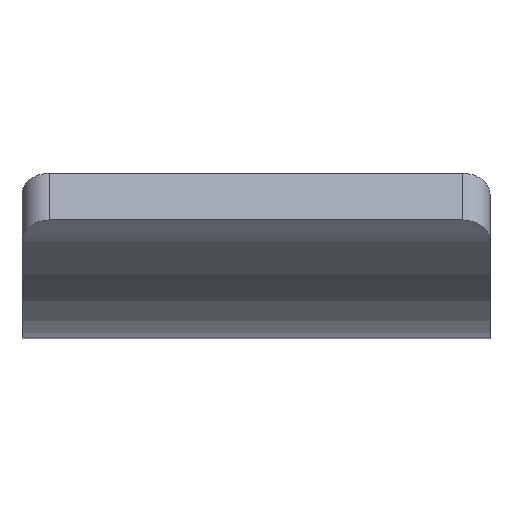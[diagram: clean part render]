
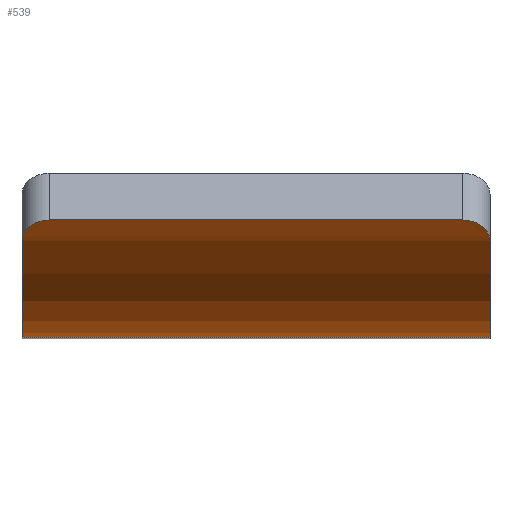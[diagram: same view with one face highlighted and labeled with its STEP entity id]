
A CAD part, top view. The second image highlights one B-rep face of the part: STEP entity #539.
In plain terms, the highlighted cylindrical face has radius 1.905 mm (diameter 3.81 mm), a partial arc.
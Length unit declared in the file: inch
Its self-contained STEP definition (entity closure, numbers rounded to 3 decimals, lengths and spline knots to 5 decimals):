
#3 = CARTESIAN_POINT ( 'NONE',  ( 0.12, 0.00597, 0.15178 ) ) ;
#53 = ORIENTED_EDGE ( 'NONE', *, *, #96, .T. ) ;
#64 = CARTESIAN_POINT ( 'NONE',  ( 0.12, 0.0046, 0.15054 ) ) ;
#73 = AXIS2_PLACEMENT_3D ( 'NONE', #173, #642, #412 ) ;
#93 = EDGE_LOOP ( 'NONE', ( #211, #666, #424, #53, #810, #462 ) ) ;
#96 = EDGE_CURVE ( 'NONE', #843, #650, #547, .T. ) ;
#98 = EDGE_CURVE ( 'NONE', #650, #479, #756, .T. ) ;
#146 = CARTESIAN_POINT ( 'NONE',  ( 0.11485, 0.01, 0.155 ) ) ;
#154 = CARTESIAN_POINT ( 'NONE',  ( 0.12, 0.01, 0.155 ) ) ;
#165 = VERTEX_POINT ( 'NONE', #292 ) ;
#173 = CARTESIAN_POINT ( 'NONE',  ( 0.12, 0.055, 0.095 ) ) ;
#175 = CARTESIAN_POINT ( 'NONE',  ( 0.00334, 0.00939, 0.15455 ) ) ;
#211 = ORIENTED_EDGE ( 'NONE', *, *, #827, .F. ) ;
#241 = EDGE_CURVE ( 'NONE', #165, #843, #723, .T. ) ;
#249 = CIRCLE ( 'NONE', #429, 0.075 ) ;
#280 = DIRECTION ( 'NONE',  ( 1., 0., 0. ) ) ;
#292 = CARTESIAN_POINT ( 'NONE',  ( 0.113, 0.01, 0.155 ) ) ;
#315 = CARTESIAN_POINT ( 'NONE',  ( 0.00076, 0.00736, 0.15294 ) ) ;
#333 = CARTESIAN_POINT ( 'NONE',  ( 0.11925, 0.00736, 0.15294 ) ) ;
#341 = CARTESIAN_POINT ( 'NONE',  ( 0.12, 0.055, 0.095 ) ) ;
#349 = DIRECTION ( 'NONE',  ( -1., 0., 0. ) ) ;
#371 = CARTESIAN_POINT ( 'NONE',  ( 0., 0.0046, 0.15054 ) ) ;
#378 = CARTESIAN_POINT ( 'NONE',  ( 0.113, 0.01, 0.155 ) ) ;
#383 = DIRECTION ( 'NONE',  ( 0., 0., 1. ) ) ;
#386 = CARTESIAN_POINT ( 'NONE',  ( 0., -0.02, 0.095 ) ) ;
#412 = DIRECTION ( 'NONE',  ( 0., 0., 1. ) ) ;
#418 = CARTESIAN_POINT ( 'NONE',  ( 0., 0.0046, 0.15054 ) ) ;
#424 = ORIENTED_EDGE ( 'NONE', *, *, #241, .T. ) ;
#429 = AXIS2_PLACEMENT_3D ( 'NONE', #341, #805, #383 ) ;
#462 = ORIENTED_EDGE ( 'NONE', *, *, #504, .F. ) ;
#479 = VERTEX_POINT ( 'NONE', #386 ) ;
#480 = CARTESIAN_POINT ( 'NONE',  ( 0.12, 0.0046, 0.15054 ) ) ;
#504 = EDGE_CURVE ( 'NONE', #550, #479, #644, .T. ) ;
#507 = B_SPLINE_CURVE_WITH_KNOTS ( 'NONE', 3,
 ( #480, #3, #333, #789, #146, #378 ),
 .UNSPECIFIED., .F., .F.,
 ( 4, 2, 4 ),
 ( 0., 0.00014, 0.00028 ),
 .UNSPECIFIED. ) ;
#539 = ADVANCED_FACE ( 'NONE', ( #635 ), #627, .T. ) ;
#547 = B_SPLINE_CURVE_WITH_KNOTS ( 'NONE', 3,
 ( #645, #559, #175, #315, #769, #371 ),
 .UNSPECIFIED., .F., .F.,
 ( 4, 2, 4 ),
 ( 0., 0.00014, 0.00028 ),
 .UNSPECIFIED. ) ;
#550 = VERTEX_POINT ( 'NONE', #561 ) ;
#559 = CARTESIAN_POINT ( 'NONE',  ( 0.00515, 0.01, 0.155 ) ) ;
#561 = CARTESIAN_POINT ( 'NONE',  ( 0.12, -0.02, 0.095 ) ) ;
#586 = CARTESIAN_POINT ( 'NONE',  ( 0., 0.055, 0.095 ) ) ;
#627 = CYLINDRICAL_SURFACE ( 'NONE', #73, 0.075 ) ;
#631 = AXIS2_PLACEMENT_3D ( 'NONE', #586, #280, #715 ) ;
#635 = FACE_OUTER_BOUND ( 'NONE', #93, .T. ) ;
#639 = VECTOR ( 'NONE', #349, 39.37008 ) ;
#642 = DIRECTION ( 'NONE',  ( -1., 0., 0. ) ) ;
#643 = VERTEX_POINT ( 'NONE', #64 ) ;
#644 = LINE ( 'NONE', #811, #639 ) ;
#645 = CARTESIAN_POINT ( 'NONE',  ( 0.007, 0.01, 0.155 ) ) ;
#650 = VERTEX_POINT ( 'NONE', #418 ) ;
#666 = ORIENTED_EDGE ( 'NONE', *, *, #693, .T. ) ;
#693 = EDGE_CURVE ( 'NONE', #643, #165, #507, .T. ) ;
#715 = DIRECTION ( 'NONE',  ( 0., 0., 1. ) ) ;
#720 = VECTOR ( 'NONE', #737, 39.37008 ) ;
#723 = LINE ( 'NONE', #154, #720 ) ;
#737 = DIRECTION ( 'NONE',  ( -1., 0., 0. ) ) ;
#756 = CIRCLE ( 'NONE', #631, 0.075 ) ;
#769 = CARTESIAN_POINT ( 'NONE',  ( 0., 0.00597, 0.15178 ) ) ;
#789 = CARTESIAN_POINT ( 'NONE',  ( 0.11666, 0.00939, 0.15455 ) ) ;
#805 = DIRECTION ( 'NONE',  ( 1., 0., 0. ) ) ;
#809 = CARTESIAN_POINT ( 'NONE',  ( 0.007, 0.01, 0.155 ) ) ;
#810 = ORIENTED_EDGE ( 'NONE', *, *, #98, .T. ) ;
#811 = CARTESIAN_POINT ( 'NONE',  ( 0.12, -0.02, 0.095 ) ) ;
#827 = EDGE_CURVE ( 'NONE', #643, #550, #249, .T. ) ;
#843 = VERTEX_POINT ( 'NONE', #809 ) ;
